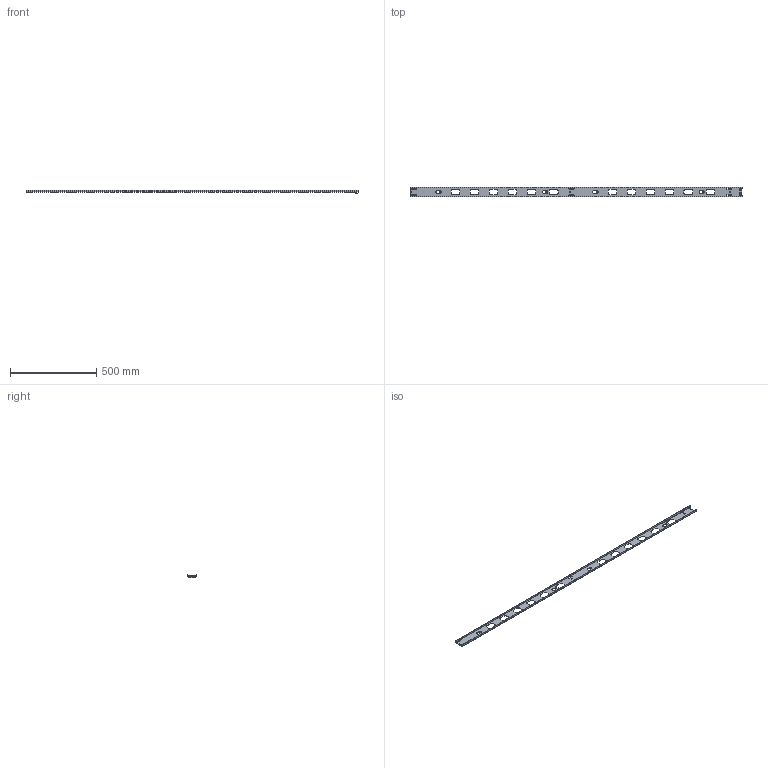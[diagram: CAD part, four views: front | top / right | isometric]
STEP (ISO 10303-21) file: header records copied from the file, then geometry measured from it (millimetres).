
FILE_DESCRIPTION (( 'STEP AP214' ), '1' );
FILE_NAME ('LCMV42-LT_3D.step', '2024-01-27T00:09:13', ( '' ), ( '' ), 'SwSTEP 2.0', 'SolidWorks 2022', '' );
FILE_SCHEMA (( 'AUTOMOTIVE_DESIGN' ));
Length unit declared in the file: inch
Products named in the file (1): LCMV42-LT_3D
Bounding box: 1930 x 58 x 20.8 mm (x, y, z)
Volume: 189769.5 mm3; surface area: 263066.5 mm2
Topology: 1 solids, 1 shells, 202 faces, 568 edges, 368 vertices
Faces by surface type: plane 108, cylinder 94
Entity records: 6664 total; most frequent: DIRECTION 1162, CARTESIAN_POINT 1139, ORIENTED_EDGE 1136, EDGE_CURVE 568, AXIS2_PLACEMENT_3D 391, LINE 380, VECTOR 380, VERTEX_POINT 368
